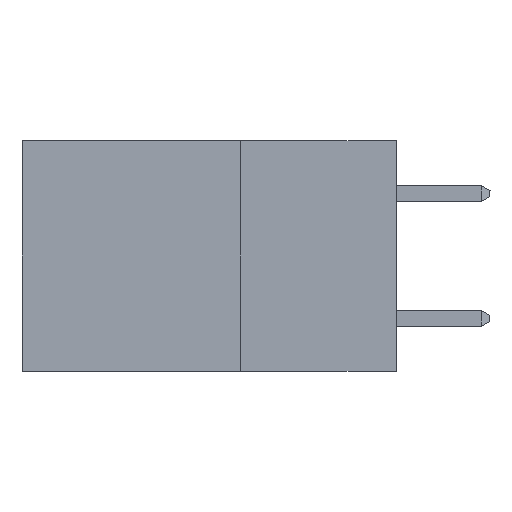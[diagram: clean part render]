
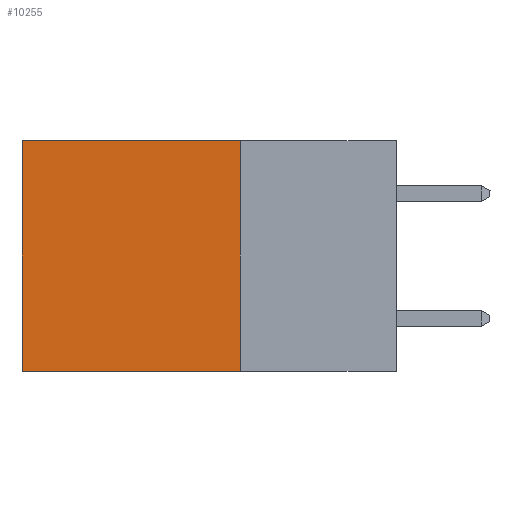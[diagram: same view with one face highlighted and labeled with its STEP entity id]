
A CAD part, left-side view. The second image highlights one B-rep face of the part: STEP entity #10255.
In plain terms, the highlighted planar face has unit normal (-1, 0, 0).
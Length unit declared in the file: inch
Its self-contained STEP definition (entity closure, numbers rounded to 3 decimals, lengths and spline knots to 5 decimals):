
#82 = EDGE_CURVE ( 'NONE', #1737, #3138, #771, .T. ) ;
#522 = CARTESIAN_POINT ( 'NONE',  ( 0.298, 0.6, 0. ) ) ;
#690 = CARTESIAN_POINT ( 'NONE',  ( 0.298, 0.6, -0.37 ) ) ;
#771 = LINE ( 'NONE', #10312, #5278 ) ;
#1137 = DIRECTION ( 'NONE',  ( 0., 0., -1. ) ) ;
#1174 = ORIENTED_EDGE ( 'NONE', *, *, #8373, .F. ) ;
#1354 = CARTESIAN_POINT ( 'NONE',  ( 0.298, 0.25, 0. ) ) ;
#1737 = VERTEX_POINT ( 'NONE', #3573 ) ;
#1948 = LINE ( 'NONE', #522, #7025 ) ;
#2205 = EDGE_CURVE ( 'NONE', #3138, #3822, #1948, .T. ) ;
#2397 = DIRECTION ( 'NONE',  ( 0., 1., 0. ) ) ;
#2403 = CARTESIAN_POINT ( 'NONE',  ( 0.298, 0.25, 0. ) ) ;
#3138 = VERTEX_POINT ( 'NONE', #6532 ) ;
#3175 = LINE ( 'NONE', #1354, #5770 ) ;
#3376 = PLANE ( 'NONE',  #4699 ) ;
#3518 = EDGE_CURVE ( 'NONE', #11508, #3822, #6988, .T. ) ;
#3573 = CARTESIAN_POINT ( 'NONE',  ( 0.298, 0.25, 0. ) ) ;
#3822 = VERTEX_POINT ( 'NONE', #690 ) ;
#4367 = DIRECTION ( 'NONE',  ( 0., 0., -1. ) ) ;
#4699 = AXIS2_PLACEMENT_3D ( 'NONE', #2403, #9859, #4367 ) ;
#5278 = VECTOR ( 'NONE', #2397, 39.37008 ) ;
#5770 = VECTOR ( 'NONE', #8011, 39.37008 ) ;
#5862 = FACE_OUTER_BOUND ( 'NONE', #6566, .T. ) ;
#6532 = CARTESIAN_POINT ( 'NONE',  ( 0.298, 0.6, 0. ) ) ;
#6566 = EDGE_LOOP ( 'NONE', ( #11282, #10831, #1174, #9924 ) ) ;
#6713 = VECTOR ( 'NONE', #9871, 39.37008 ) ;
#6988 = LINE ( 'NONE', #10938, #6713 ) ;
#7025 = VECTOR ( 'NONE', #1137, 39.37008 ) ;
#8011 = DIRECTION ( 'NONE',  ( 0., 0., -1. ) ) ;
#8373 = EDGE_CURVE ( 'NONE', #1737, #11508, #3175, .T. ) ;
#9027 = CARTESIAN_POINT ( 'NONE',  ( 0.298, 0.25, -0.37 ) ) ;
#9859 = DIRECTION ( 'NONE',  ( 1., 0., 0. ) ) ;
#9871 = DIRECTION ( 'NONE',  ( 0., 1., 0. ) ) ;
#9924 = ORIENTED_EDGE ( 'NONE', *, *, #82, .T. ) ;
#10255 = ADVANCED_FACE ( 'NONE', ( #5862 ), #3376, .F. ) ;
#10312 = CARTESIAN_POINT ( 'NONE',  ( 0.298, 0.25, 0. ) ) ;
#10831 = ORIENTED_EDGE ( 'NONE', *, *, #3518, .F. ) ;
#10938 = CARTESIAN_POINT ( 'NONE',  ( 0.298, 0.25, -0.37 ) ) ;
#11282 = ORIENTED_EDGE ( 'NONE', *, *, #2205, .T. ) ;
#11508 = VERTEX_POINT ( 'NONE', #9027 ) ;
